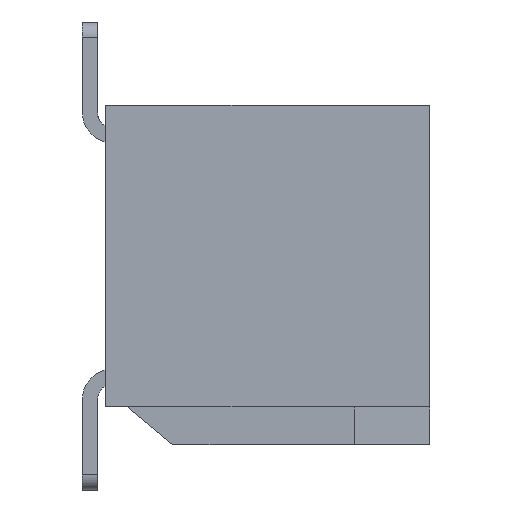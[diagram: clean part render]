
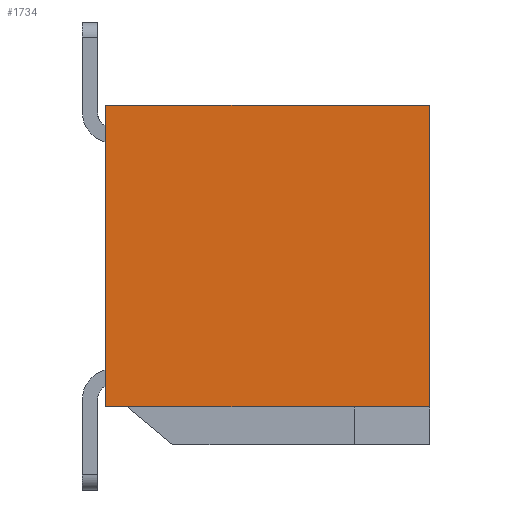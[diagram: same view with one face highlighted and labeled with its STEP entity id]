
A CAD part, left-side view. The second image highlights one B-rep face of the part: STEP entity #1734.
In plain terms, the highlighted planar face has unit normal (-1, 0, 0).
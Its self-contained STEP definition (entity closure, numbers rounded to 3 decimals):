
#227=CARTESIAN_POINT('',(-5.9,4.3,-0.25));
#228=VERTEX_POINT('',#227);
#235=CARTESIAN_POINT('',(-5.9,4.,-0.25));
#236=VERTEX_POINT('',#235);
#237=CARTESIAN_POINT('',(-5.9,4.3,-0.25));
#238=DIRECTION('',(0.,-1.,0.));
#239=VECTOR('',#238,0.3);
#240=LINE('',#237,#239);
#241=EDGE_CURVE('',#228,#236,#240,.T.);
#243=CARTESIAN_POINT('',(-5.9,0.,-0.25));
#244=VERTEX_POINT('',#243);
#245=CARTESIAN_POINT('',(-5.9,0.,-0.25));
#246=CARTESIAN_POINT('',(-5.9,0.8,-0.25));
#247=CARTESIAN_POINT('',(-5.9,1.6,-0.25));
#248=CARTESIAN_POINT('',(-5.9,2.4,-0.25));
#249=CARTESIAN_POINT('',(-5.9,3.2,-0.25));
#250=CARTESIAN_POINT('',(-5.9,4.,-0.25));
#251=B_SPLINE_CURVE_WITH_KNOTS('',5,(#245,#246,#247,#248,#249,#250),.UNSPECIFIED.,.F.,.U.,(6,6),(0.,4.),.UNSPECIFIED.);
#252=EDGE_CURVE('',#244,#236,#251,.T.);
#551=CARTESIAN_POINT('',(-5.9,0.,-4.25));
#552=VERTEX_POINT('',#551);
#553=CARTESIAN_POINT('',(-5.9,0.,-4.25));
#554=CARTESIAN_POINT('',(-5.9,0.,-3.45));
#555=CARTESIAN_POINT('',(-5.9,0.,-2.65));
#556=CARTESIAN_POINT('',(-5.9,0.,-1.85));
#557=CARTESIAN_POINT('',(-5.9,0.,-1.05));
#558=CARTESIAN_POINT('',(-5.9,0.,-0.25));
#559=B_SPLINE_CURVE_WITH_KNOTS('',5,(#553,#554,#555,#556,#557,#558),.UNSPECIFIED.,.F.,.U.,(6,6),(0.,4.),.UNSPECIFIED.);
#560=EDGE_CURVE('',#552,#244,#559,.T.);
#1699=CARTESIAN_POINT('',(-5.9,2.15,-2.25));
#1700=DIRECTION('',(0.,0.,1.));
#1701=DIRECTION('',(-1.,0.,0.));
#1702=AXIS2_PLACEMENT_3D('',#1699,#1701,#1700);
#1703=PLANE('',#1702);
#1704=ORIENTED_EDGE('',*,*,#252,.T.);
#1705=ORIENTED_EDGE('',*,*,#241,.F.);
#1706=CARTESIAN_POINT('',(-5.9,4.3,-4.25));
#1707=VERTEX_POINT('',#1706);
#1708=CARTESIAN_POINT('',(-5.9,4.3,-4.25));
#1709=DIRECTION('',(0.,0.,1.));
#1710=VECTOR('',#1709,4.);
#1711=LINE('',#1708,#1710);
#1712=EDGE_CURVE('',#1707,#228,#1711,.T.);
#1713=ORIENTED_EDGE('',*,*,#1712,.F.);
#1714=CARTESIAN_POINT('',(-5.9,4.,-4.25));
#1715=VERTEX_POINT('',#1714);
#1716=CARTESIAN_POINT('',(-5.9,4.3,-4.25));
#1717=DIRECTION('',(0.,-1.,0.));
#1718=VECTOR('',#1717,0.3);
#1719=LINE('',#1716,#1718);
#1720=EDGE_CURVE('',#1707,#1715,#1719,.T.);
#1721=ORIENTED_EDGE('',*,*,#1720,.T.);
#1722=CARTESIAN_POINT('',(-5.9,4.,-4.25));
#1723=CARTESIAN_POINT('',(-5.9,3.2,-4.25));
#1724=CARTESIAN_POINT('',(-5.9,2.4,-4.25));
#1725=CARTESIAN_POINT('',(-5.9,1.6,-4.25));
#1726=CARTESIAN_POINT('',(-5.9,0.8,-4.25));
#1727=CARTESIAN_POINT('',(-5.9,0.,-4.25));
#1728=B_SPLINE_CURVE_WITH_KNOTS('',5,(#1722,#1723,#1724,#1725,#1726,#1727),.UNSPECIFIED.,.F.,.U.,(6,6),(0.,4.),.UNSPECIFIED.);
#1729=EDGE_CURVE('',#1715,#552,#1728,.T.);
#1730=ORIENTED_EDGE('',*,*,#1729,.T.);
#1731=ORIENTED_EDGE('',*,*,#560,.T.);
#1732=EDGE_LOOP('',(#1704,#1705,#1713,#1721,#1730,#1731));
#1733=FACE_OUTER_BOUND('',#1732,.T.);
#1734=ADVANCED_FACE('',(#1733),#1703,.T.);
